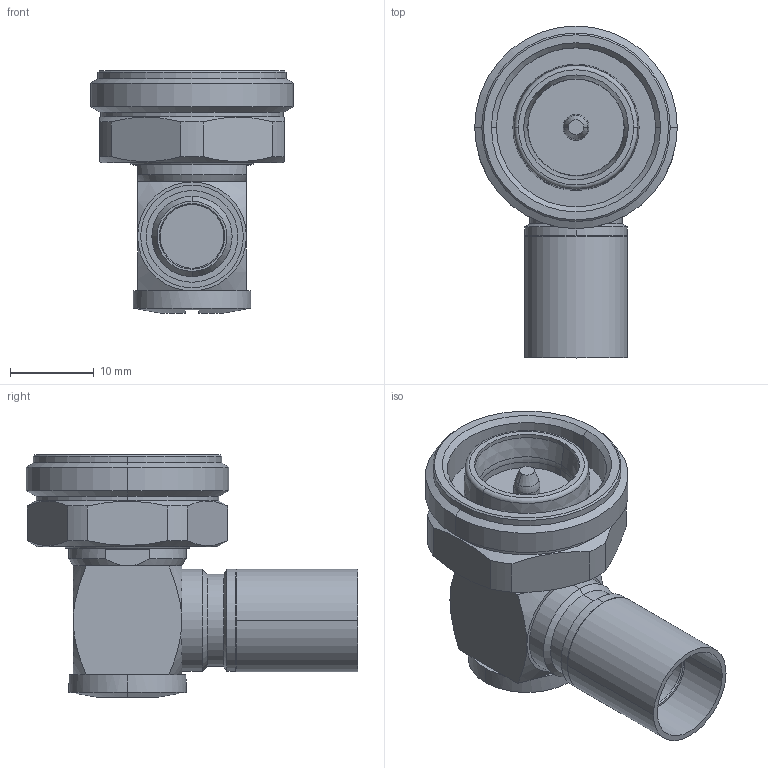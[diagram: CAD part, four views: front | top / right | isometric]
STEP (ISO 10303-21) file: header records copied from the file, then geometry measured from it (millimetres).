
FILE_DESCRIPTION (( 'STEP AP214' ), '1' );
FILE_NAME ('J01440A0015.STEP', '2019-09-19T06:57:11', ( '' ), ( '' ), 'SwSTEP 2.0', 'SolidWorks 2018', '' );
FILE_SCHEMA (( 'AUTOMOTIVE_DESIGN' ));
Length unit declared in the file: millimetre
Products named in the file (1): J01440A0015
Bounding box: 24.2 x 39.6 x 29 mm (x, y, z)
Volume: 8246.7 mm3; surface area: 4498.9 mm2
Topology: 1 solids, 3 shells, 137 faces, 290 edges, 170 vertices
Faces by surface type: cylinder 45, plane 44, cone 42, torus 6
Entity records: 5351 total; most frequent: CARTESIAN_POINT 948, DIRECTION 662, ORIENTED_EDGE 580, EDGE_CURVE 290, AXIS2_PLACEMENT_3D 282, VERTEX_POINT 170, EDGE_LOOP 148, CIRCLE 144
